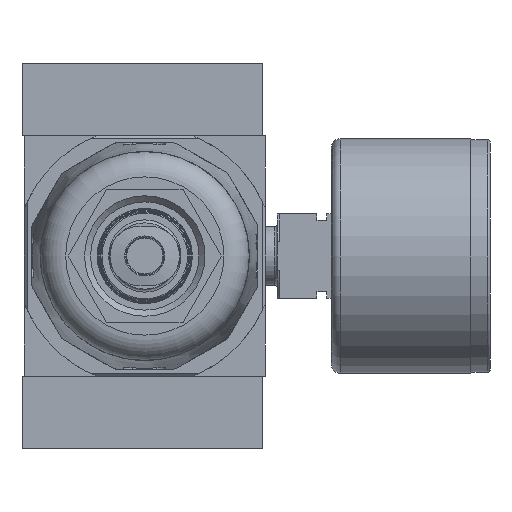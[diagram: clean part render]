
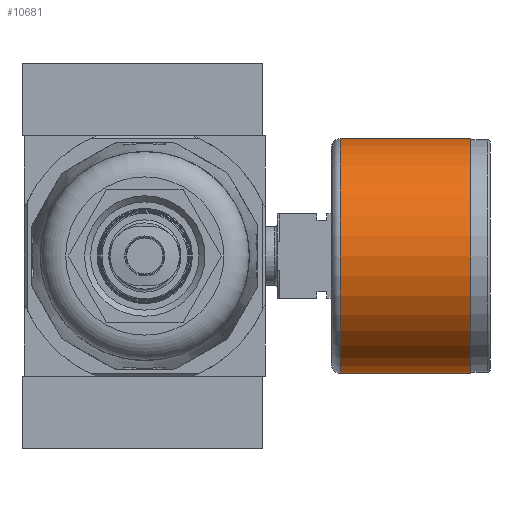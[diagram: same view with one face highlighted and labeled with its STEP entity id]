
A CAD part, front view. The second image highlights one B-rep face of the part: STEP entity #10681.
In plain terms, the highlighted cylindrical face has radius 19.5 mm (diameter 39 mm), a full revolution.
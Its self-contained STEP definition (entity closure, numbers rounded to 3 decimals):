
#538=CYLINDRICAL_SURFACE('',#11604,19.5);
#3636=ORIENTED_EDGE('',*,*,#4917,.F.);
#3637=ORIENTED_EDGE('',*,*,#4918,.T.);
#4917=EDGE_CURVE('',#5757,#5757,#6188,.T.);
#4918=EDGE_CURVE('',#5758,#5758,#6189,.T.);
#5757=VERTEX_POINT('',#17104);
#5758=VERTEX_POINT('',#17107);
#6188=CIRCLE('',#11603,19.5);
#6189=CIRCLE('',#11605,19.5);
#6827=EDGE_LOOP('',(#3636));
#6828=EDGE_LOOP('',(#3637));
#7549=FACE_BOUND('',#6827,.T.);
#7550=FACE_BOUND('',#6828,.T.);
#10681=ADVANCED_FACE('',(#7549,#7550),#538,.T.);
#11603=AXIS2_PLACEMENT_3D('',#17103,#13863,#13864);
#11604=AXIS2_PLACEMENT_3D('',#17105,#13865,#13866);
#11605=AXIS2_PLACEMENT_3D('',#17106,#13867,#13868);
#13863=DIRECTION('',(1.,0.,0.));
#13864=DIRECTION('',(0.,0.,-1.));
#13865=DIRECTION('',(1.,0.,0.));
#13866=DIRECTION('',(0.,0.,-1.));
#13867=DIRECTION('',(1.,0.,0.));
#13868=DIRECTION('',(0.,0.,-1.));
#17103=CARTESIAN_POINT('',(-3.2,0.,0.));
#17104=CARTESIAN_POINT('',(-3.2,0.,-19.5));
#17105=CARTESIAN_POINT('',(0.,0.,0.));
#17106=CARTESIAN_POINT('',(-24.85,0.,0.));
#17107=CARTESIAN_POINT('',(-24.85,0.,-19.5));
